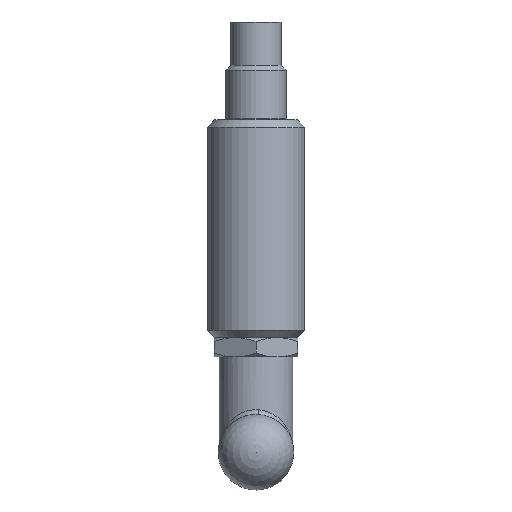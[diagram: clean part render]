
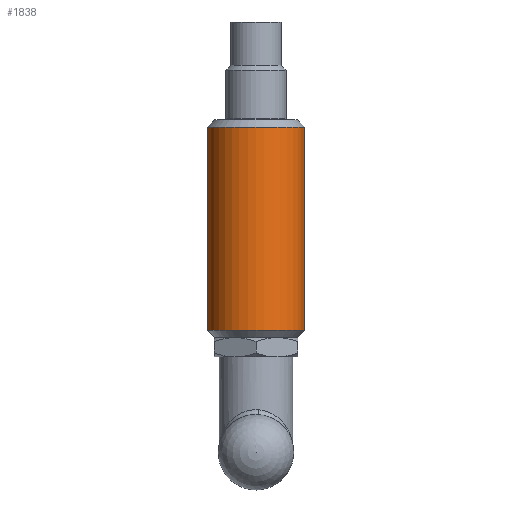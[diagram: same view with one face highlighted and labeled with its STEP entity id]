
A CAD part, front view. The second image highlights one B-rep face of the part: STEP entity #1838.
In plain terms, the highlighted cylindrical face has radius 12.7 mm (diameter 25.4 mm), a full revolution.
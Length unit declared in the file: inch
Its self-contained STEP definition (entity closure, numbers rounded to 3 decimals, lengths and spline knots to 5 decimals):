
#206=FACE_OUTER_BOUND('',#322,.T.);
#322=EDGE_LOOP('',(#1379,#1380,#1381,#1382,#1383));
#426=CIRCLE('',#1995,0.5);
#427=CIRCLE('',#1996,0.5);
#429=CIRCLE('',#1999,0.5);
#568=LINE('',#3885,#636);
#636=VECTOR('',#2304,0.5);
#751=VERTEX_POINT('',#3859);
#752=VERTEX_POINT('',#3860);
#754=VERTEX_POINT('',#3867);
#981=EDGE_CURVE('',#751,#752,#426,.T.);
#982=EDGE_CURVE('',#752,#751,#427,.T.);
#985=EDGE_CURVE('',#754,#754,#429,.T.);
#994=EDGE_CURVE('',#751,#754,#568,.T.);
#1379=ORIENTED_EDGE('',*,*,#981,.T.);
#1380=ORIENTED_EDGE('',*,*,#982,.T.);
#1381=ORIENTED_EDGE('',*,*,#994,.T.);
#1382=ORIENTED_EDGE('',*,*,#985,.T.);
#1383=ORIENTED_EDGE('',*,*,#994,.F.);
#1749=CYLINDRICAL_SURFACE('',#2007,0.5);
#1838=ADVANCED_FACE('',(#206),#1749,.T.);
#1995=AXIS2_PLACEMENT_3D('',#3861,#2274,#2275);
#1996=AXIS2_PLACEMENT_3D('',#3862,#2276,#2277);
#1999=AXIS2_PLACEMENT_3D('',#3868,#2283,#2284);
#2007=AXIS2_PLACEMENT_3D('',#3884,#2302,#2303);
#2274=DIRECTION('center_axis',(0.,0.,-1.));
#2275=DIRECTION('ref_axis',(0.,1.,0.));
#2276=DIRECTION('center_axis',(0.,0.,-1.));
#2277=DIRECTION('ref_axis',(0.,1.,0.));
#2283=DIRECTION('center_axis',(0.,0.,1.));
#2284=DIRECTION('ref_axis',(0.,-1.,0.));
#2302=DIRECTION('center_axis',(0.,0.,1.));
#2303=DIRECTION('ref_axis',(0.,-1.,0.));
#2304=DIRECTION('',(0.,0.,-1.));
#3859=CARTESIAN_POINT('',(0.,0.5,1.05));
#3860=CARTESIAN_POINT('',(0.,-0.5,1.05));
#3861=CARTESIAN_POINT('Origin',(0.,0.,1.05));
#3862=CARTESIAN_POINT('Origin',(0.,0.,1.05));
#3867=CARTESIAN_POINT('',(0.,0.5,-1.05));
#3868=CARTESIAN_POINT('Origin',(0.,0.,-1.05));
#3884=CARTESIAN_POINT('Origin',(0.,0.,1.688));
#3885=CARTESIAN_POINT('',(0.,0.5,1.688));
